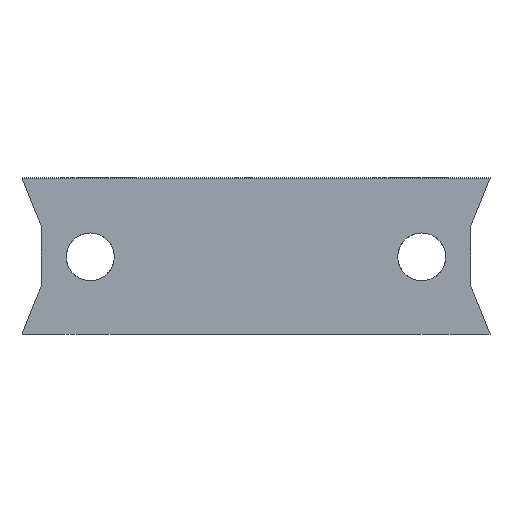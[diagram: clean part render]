
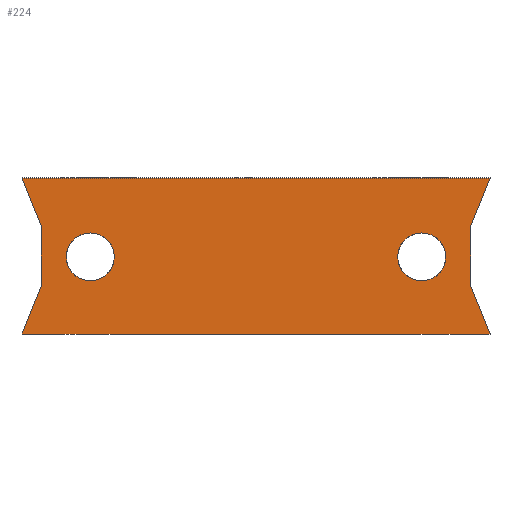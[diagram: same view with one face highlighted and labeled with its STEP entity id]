
A CAD part, front view. The second image highlights one B-rep face of the part: STEP entity #224.
In plain terms, the highlighted planar face has unit normal (0, -1, 0).
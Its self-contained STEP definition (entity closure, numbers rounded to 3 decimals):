
#224=ADVANCED_FACE('',(#1056,#1058,#1060),#1062,.F.);
#1056=FACE_BOUND('',#1057,.T.);
#1057=EDGE_LOOP('',(#1835,#1836,#1837,#1838,#1839,#1840,#1841,#1842));
#1058=FACE_BOUND('',#1059,.T.);
#1059=EDGE_LOOP('',(#1843));
#1060=FACE_BOUND('',#1061,.T.);
#1061=EDGE_LOOP('',(#1844));
#1062=PLANE('',#1063);
#1063=AXIS2_PLACEMENT_3D('',#1064,#1065,#1066);
#1064=CARTESIAN_POINT('',(0.,0.,0.));
#1065=DIRECTION('',(0.,1.,0.));
#1066=DIRECTION('',(-1.,0.,0.));
#1835=ORIENTED_EDGE('',*,*,#2115,.F.);
#1836=ORIENTED_EDGE('',*,*,#2043,.F.);
#1837=ORIENTED_EDGE('',*,*,#2114,.F.);
#1838=ORIENTED_EDGE('',*,*,#2112,.F.);
#1839=ORIENTED_EDGE('',*,*,#2110,.F.);
#1840=ORIENTED_EDGE('',*,*,#2074,.F.);
#1841=ORIENTED_EDGE('',*,*,#2109,.F.);
#1842=ORIENTED_EDGE('',*,*,#2106,.F.);
#1843=ORIENTED_EDGE('',*,*,#2117,.T.);
#1844=ORIENTED_EDGE('',*,*,#2118,.T.);
#2043=EDGE_CURVE('',#2227,#2228,#2229,.T.);
#2074=EDGE_CURVE('',#2288,#2289,#2290,.T.);
#2106=EDGE_CURVE('',#2351,#2352,#2353,.T.);
#2109=EDGE_CURVE('',#2352,#2288,#2356,.T.);
#2110=EDGE_CURVE('',#2289,#2357,#2358,.T.);
#2112=EDGE_CURVE('',#2357,#2360,#2361,.T.);
#2114=EDGE_CURVE('',#2360,#2227,#2363,.T.);
#2115=EDGE_CURVE('',#2228,#2351,#2364,.T.);
#2117=EDGE_CURVE('',#2367,#2367,#2368,.F.);
#2118=EDGE_CURVE('',#2369,#2369,#2370,.F.);
#2227=VERTEX_POINT('',#3443);
#2228=VERTEX_POINT('',#3444);
#2229=LINE('',#3445,#3446);
#2288=VERTEX_POINT('',#3594);
#2289=VERTEX_POINT('',#3595);
#2290=LINE('',#3596,#3597);
#2351=VERTEX_POINT('',#3824);
#2352=VERTEX_POINT('',#3825);
#2353=LINE('',#3826,#3827);
#2356=LINE('',#3835,#3836);
#2357=VERTEX_POINT('',#3838);
#2358=LINE('',#3839,#3840);
#2360=VERTEX_POINT('',#3845);
#2361=LINE('',#3846,#3847);
#2363=LINE('',#3852,#3853);
#2364=LINE('',#3855,#3856);
#2367=VERTEX_POINT('',#3935);
#2368=CIRCLE('',#3936,1.229);
#2369=VERTEX_POINT('',#3940);
#2370=CIRCLE('',#3941,1.229);
#3443=CARTESIAN_POINT('',(24.,0.,0.));
#3444=CARTESIAN_POINT('',(0.,0.,0.));
#3445=CARTESIAN_POINT('',(24.,0.,0.));
#3446=VECTOR('',#3447,1.);
#3447=DIRECTION('',(-1.,0.,0.));
#3594=CARTESIAN_POINT('',(0.,0.,8.));
#3595=CARTESIAN_POINT('',(24.,0.,8.));
#3596=CARTESIAN_POINT('',(0.,0.,8.));
#3597=VECTOR('',#3598,1.);
#3598=DIRECTION('',(1.,0.,0.));
#3824=CARTESIAN_POINT('',(1.,0.,2.5));
#3825=CARTESIAN_POINT('',(1.,0.,5.5));
#3826=CARTESIAN_POINT('',(1.,0.,2.5));
#3827=VECTOR('',#3828,1.);
#3828=DIRECTION('',(0.,0.,1.));
#3835=CARTESIAN_POINT('',(1.,0.,5.5));
#3836=VECTOR('',#3837,1.);
#3837=DIRECTION('',(-0.371,0.,0.928));
#3838=CARTESIAN_POINT('',(23.,0.,5.5));
#3839=CARTESIAN_POINT('',(24.,0.,8.));
#3840=VECTOR('',#3841,1.);
#3841=DIRECTION('',(-0.371,0.,-0.928));
#3845=CARTESIAN_POINT('',(23.,0.,2.5));
#3846=CARTESIAN_POINT('',(23.,0.,5.5));
#3847=VECTOR('',#3848,1.);
#3848=DIRECTION('',(0.,0.,-1.));
#3852=CARTESIAN_POINT('',(23.,0.,2.5));
#3853=VECTOR('',#3854,1.);
#3854=DIRECTION('',(0.371,0.,-0.928));
#3855=CARTESIAN_POINT('',(0.,0.,0.));
#3856=VECTOR('',#3857,1.);
#3857=DIRECTION('',(0.371,0.,0.928));
#3935=CARTESIAN_POINT('',(4.729,0.,3.954));
#3936=AXIS2_PLACEMENT_3D('',#3937,#3938,#3939);
#3937=CARTESIAN_POINT('',(3.5,0.,3.954));
#3938=DIRECTION('',(0.,-1.,0.));
#3939=DIRECTION('',(1.,0.,0.));
#3940=CARTESIAN_POINT('',(21.729,0.,3.954));
#3941=AXIS2_PLACEMENT_3D('',#3942,#3943,#3944);
#3942=CARTESIAN_POINT('',(20.5,0.,3.954));
#3943=DIRECTION('',(0.,-1.,0.));
#3944=DIRECTION('',(1.,0.,0.));
